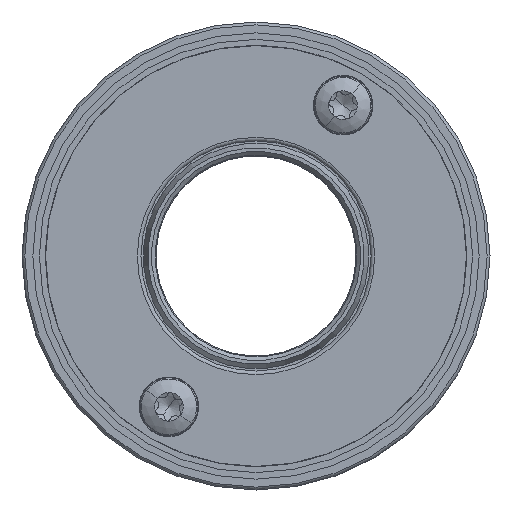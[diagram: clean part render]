
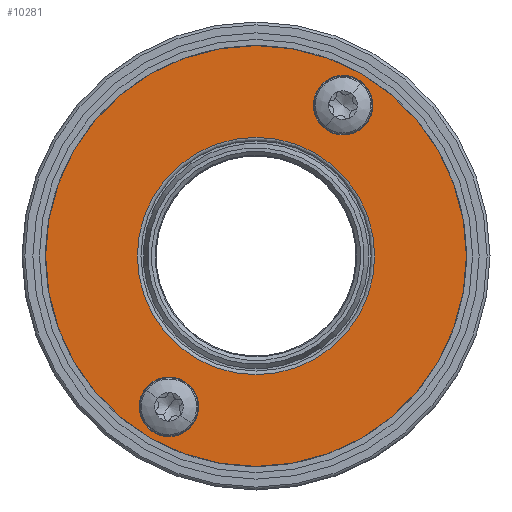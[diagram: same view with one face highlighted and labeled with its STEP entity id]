
A CAD part, left-side view. The second image highlights one B-rep face of the part: STEP entity #10281.
In plain terms, the highlighted planar face has unit normal (-1, 0, 0).
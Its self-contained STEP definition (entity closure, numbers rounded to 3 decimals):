
#349 = CARTESIAN_POINT ( 'NONE',  ( 0., 0., -19.9 ) ) ;
#363 = DIRECTION ( 'NONE',  ( -1., 0., 0. ) ) ;
#451 = EDGE_CURVE ( 'NONE', #4906, #4906, #10425, .T. ) ;
#491 = EDGE_LOOP ( 'NONE', ( #9696 ) ) ;
#696 = PLANE ( 'NONE',  #2726 ) ;
#838 = EDGE_LOOP ( 'NONE', ( #1722 ) ) ;
#1036 = CARTESIAN_POINT ( 'NONE',  ( 0., 0., 0. ) ) ;
#1212 = VERTEX_POINT ( 'NONE', #4827 ) ;
#1254 = EDGE_CURVE ( 'NONE', #4962, #4962, #5591, .T. ) ;
#1354 = FACE_BOUND ( 'NONE', #7829, .T. ) ;
#1722 = ORIENTED_EDGE ( 'NONE', *, *, #11604, .T. ) ;
#2184 = CIRCLE ( 'NONE', #5570, 16.35 ) ;
#2415 = DIRECTION ( 'NONE',  ( -1., 0., 0. ) ) ;
#2509 = ORIENTED_EDGE ( 'NONE', *, *, #1254, .T. ) ;
#2726 = AXIS2_PLACEMENT_3D ( 'NONE', #9462, #4183, #3246 ) ;
#3016 = EDGE_LOOP ( 'NONE', ( #2509 ) ) ;
#3246 = DIRECTION ( 'NONE',  ( 0., 0., -1. ) ) ;
#3668 = CIRCLE ( 'NONE', #8381, 4.1 ) ;
#4183 = DIRECTION ( 'NONE',  ( 1., 0., 0. ) ) ;
#4827 = CARTESIAN_POINT ( 'NONE',  ( 0., 0., -16.35 ) ) ;
#4854 = CARTESIAN_POINT ( 'NONE',  ( 0., 0., 24. ) ) ;
#4906 = VERTEX_POINT ( 'NONE', #349 ) ;
#4953 = ORIENTED_EDGE ( 'NONE', *, *, #451, .F. ) ;
#4962 = VERTEX_POINT ( 'NONE', #7656 ) ;
#5072 = FACE_BOUND ( 'NONE', #491, .T. ) ;
#5570 = AXIS2_PLACEMENT_3D ( 'NONE', #5594, #8357, #5776 ) ;
#5591 = CIRCLE ( 'NONE', #8589, 29. ) ;
#5594 = CARTESIAN_POINT ( 'NONE',  ( 0., 0., 0. ) ) ;
#5776 = DIRECTION ( 'NONE',  ( 0., 0., -1. ) ) ;
#6460 = DIRECTION ( 'NONE',  ( 0., 0., 1. ) ) ;
#6772 = DIRECTION ( 'NONE',  ( 0., 0., 1. ) ) ;
#6794 = EDGE_CURVE ( 'NONE', #10793, #10793, #3668, .T. ) ;
#7519 = DIRECTION ( 'NONE',  ( -1., 0., 0. ) ) ;
#7656 = CARTESIAN_POINT ( 'NONE',  ( 0., 0., 29. ) ) ;
#7719 = CARTESIAN_POINT ( 'NONE',  ( 0., 0., -24. ) ) ;
#7829 = EDGE_LOOP ( 'NONE', ( #4953 ) ) ;
#8357 = DIRECTION ( 'NONE',  ( 1., 0., 0. ) ) ;
#8381 = AXIS2_PLACEMENT_3D ( 'NONE', #4854, #363, #11116 ) ;
#8589 = AXIS2_PLACEMENT_3D ( 'NONE', #1036, #7519, #6460 ) ;
#8643 = FACE_BOUND ( 'NONE', #838, .T. ) ;
#8701 = FACE_OUTER_BOUND ( 'NONE', #3016, .T. ) ;
#9462 = CARTESIAN_POINT ( 'NONE',  ( 0., 0., 0. ) ) ;
#9696 = ORIENTED_EDGE ( 'NONE', *, *, #6794, .F. ) ;
#10054 = AXIS2_PLACEMENT_3D ( 'NONE', #7719, #2415, #6772 ) ;
#10281 = ADVANCED_FACE ( 'NONE', ( #5072, #1354, #8643, #8701 ), #696, .F. ) ;
#10425 = CIRCLE ( 'NONE', #10054, 4.1 ) ;
#10793 = VERTEX_POINT ( 'NONE', #11504 ) ;
#11116 = DIRECTION ( 'NONE',  ( 0., 0., 1. ) ) ;
#11504 = CARTESIAN_POINT ( 'NONE',  ( 0., 0., 28.1 ) ) ;
#11604 = EDGE_CURVE ( 'NONE', #1212, #1212, #2184, .T. ) ;
